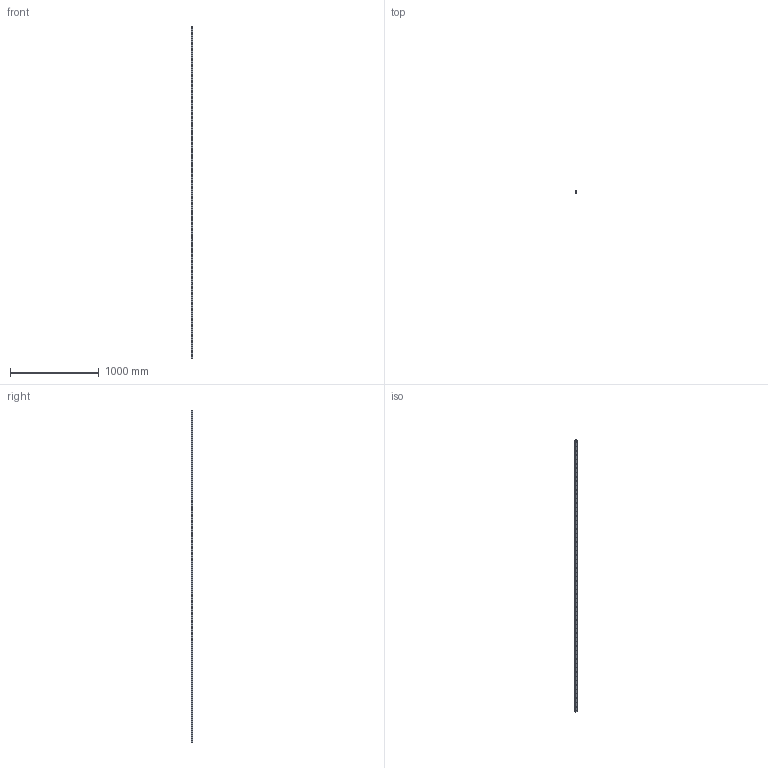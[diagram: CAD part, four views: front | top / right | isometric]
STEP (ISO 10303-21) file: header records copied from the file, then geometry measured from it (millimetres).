
FILE_DESCRIPTION (( 'STEP AP214' ), '1' );
FILE_NAME ('HGR20R LINEAR GUIDE RAIL, CONFIGURABLE, 3750 mm.STEP', '2019-03-07T08:57:03', ( '' ), ( '' ), 'SwSTEP 2.0', 'SolidWorks 2018', '' );
FILE_SCHEMA (( 'AUTOMOTIVE_DESIGN' ));
Length unit declared in the file: millimetre
Products named in the file (2): HGR20R LINEAR GUIDE RAIL, CONFIGURABLE, 3750 mm
Bounding box: 20 x 17.5 x 3750 mm (x, y, z)
Volume: 1068042.7 mm3; surface area: 310792.4 mm2
Topology: 1 solids, 1 shells, 359 faces, 882 edges, 588 vertices
Faces by surface type: cylinder 274, plane 85
Entity records: 11205 total; most frequent: DIRECTION 2152, CARTESIAN_POINT 1831, ORIENTED_EDGE 1764, AXIS2_PLACEMENT_3D 909, EDGE_CURVE 882, VERTEX_POINT 588, CIRCLE 548, EDGE_LOOP 548
